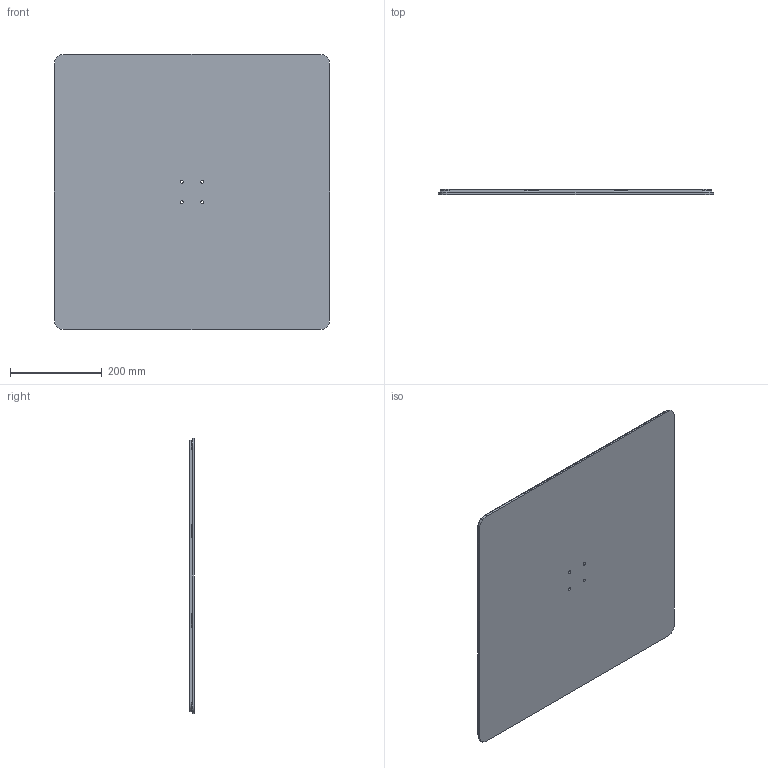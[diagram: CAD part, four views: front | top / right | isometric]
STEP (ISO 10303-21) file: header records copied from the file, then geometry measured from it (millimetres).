
FILE_DESCRIPTION((''),'2;1');
FILE_NAME('JC35TO-0003_ASM','2021-01-06T18:42:03',('sa'),('捷昌驱动'),'CREO PARAMETRIC BY PTC INC, 2018100','CREO PARAMETRIC BY PTC INC, 2018100','');
FILE_SCHEMA(('CONFIG_CONTROL_DESIGN'));
Length unit declared in the file: millimetre
Products named in the file (3): JC35TO-0004; JC35TO-0009; JC35TO-0003_ASM
Assembly tree (2 placements, depth 2):
  JC35TO-0003_ASM
    JC35TO-0004
    JC35TO-0009
Bounding box: 600 x 10 x 600 mm (x, y, z)
Volume: 3536195.5 mm3; surface area: 1446037.8 mm2
Topology: 2 solids, 20 shells, 88 faces, 250 edges, 184 vertices
Faces by surface type: cylinder 50, plane 26, cone 12
Entity records: 3073 total; most frequent: DIRECTION 568, CARTESIAN_POINT 529, ORIENTED_EDGE 428, EDGE_CURVE 250, AXIS2_PLACEMENT_3D 223, VERTEX_POINT 184, CIRCLE 128, EDGE_LOOP 124
